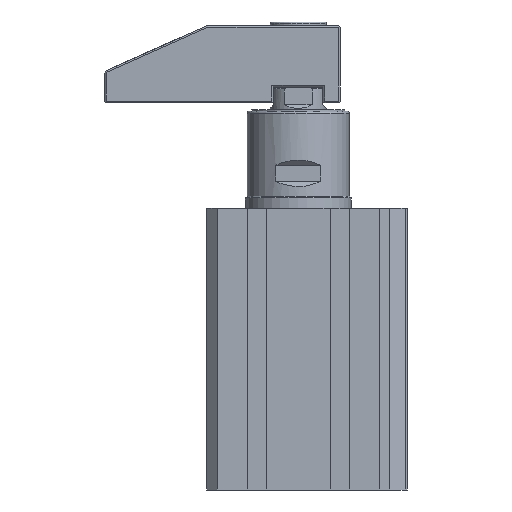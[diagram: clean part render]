
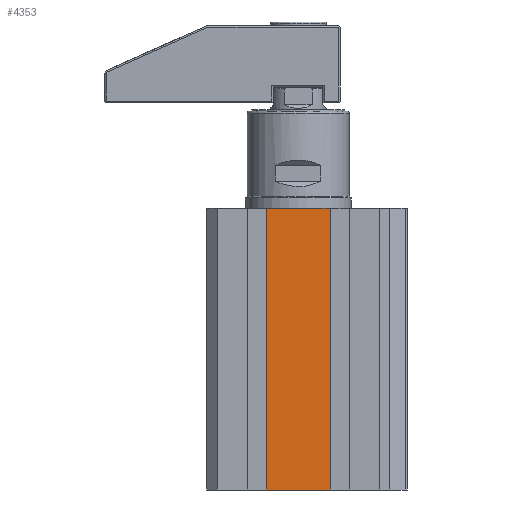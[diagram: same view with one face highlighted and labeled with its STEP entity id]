
A CAD part, front view. The second image highlights one B-rep face of the part: STEP entity #4353.
In plain terms, the highlighted planar face has unit normal (0, -1, 0).
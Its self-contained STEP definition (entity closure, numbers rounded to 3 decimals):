
#258=PLANE('',#4747);
#438=FACE_OUTER_BOUND('',#677,.T.);
#677=EDGE_LOOP('',(#3574,#3575,#3576,#3577));
#962=LINE('',#6853,#1357);
#994=LINE('',#6941,#1389);
#1069=LINE('',#7118,#1464);
#1070=LINE('',#7119,#1465);
#1357=VECTOR('',#5514,1000.);
#1389=VECTOR('',#5566,1000.);
#1464=VECTOR('',#5717,1000.);
#1465=VECTOR('',#5718,1000.);
#1970=VERTEX_POINT('',#6850);
#1971=VERTEX_POINT('',#6852);
#2011=VERTEX_POINT('',#6939);
#2066=VERTEX_POINT('',#7117);
#2497=EDGE_CURVE('',#1971,#1970,#962,.T.);
#2539=EDGE_CURVE('',#1970,#2011,#994,.T.);
#2626=EDGE_CURVE('',#2066,#2011,#1069,.T.);
#2627=EDGE_CURVE('',#1971,#2066,#1070,.T.);
#3574=ORIENTED_EDGE('',*,*,#2626,.F.);
#3575=ORIENTED_EDGE('',*,*,#2627,.F.);
#3576=ORIENTED_EDGE('',*,*,#2497,.T.);
#3577=ORIENTED_EDGE('',*,*,#2539,.T.);
#4353=ADVANCED_FACE('',(#438),#258,.T.);
#4747=AXIS2_PLACEMENT_3D('',#7116,#5715,#5716);
#5514=DIRECTION('',(-1.,0.,0.));
#5566=DIRECTION('',(0.,0.,-1.));
#5715=DIRECTION('center_axis',(0.,-1.,0.));
#5716=DIRECTION('ref_axis',(0.,0.,-1.));
#5717=DIRECTION('',(-1.,0.,0.));
#5718=DIRECTION('',(0.,0.,-1.));
#6850=CARTESIAN_POINT('',(-9.05,-26.,80.));
#6852=CARTESIAN_POINT('',(9.05,-26.,80.));
#6853=CARTESIAN_POINT('',(9.05,-26.,80.));
#6939=CARTESIAN_POINT('',(-9.05,-26.,0.));
#6941=CARTESIAN_POINT('',(-9.05,-26.,90.));
#7116=CARTESIAN_POINT('Origin',(9.05,-26.,90.));
#7117=CARTESIAN_POINT('',(9.05,-26.,0.));
#7118=CARTESIAN_POINT('',(9.05,-26.,0.));
#7119=CARTESIAN_POINT('',(9.05,-26.,90.));
